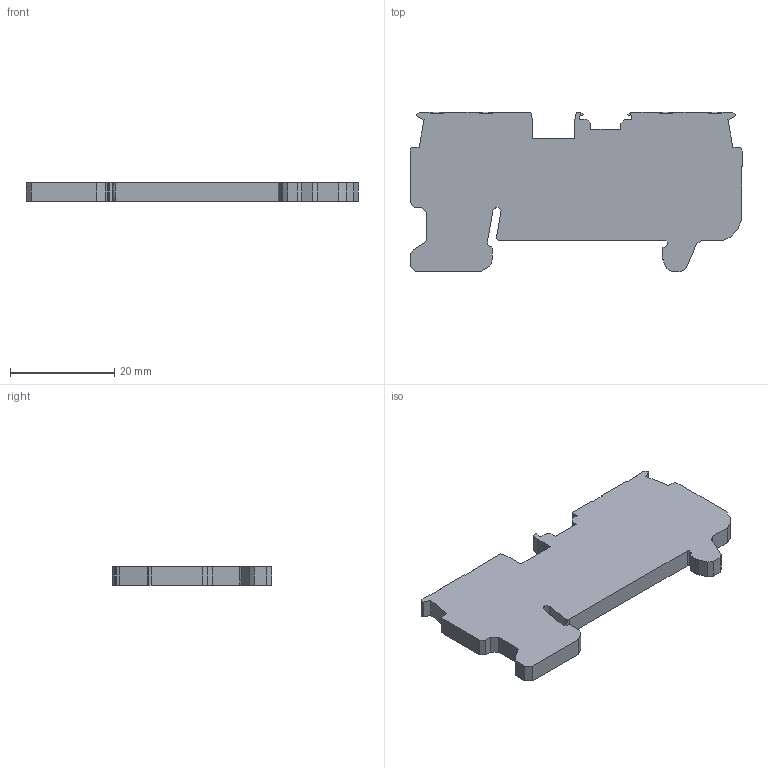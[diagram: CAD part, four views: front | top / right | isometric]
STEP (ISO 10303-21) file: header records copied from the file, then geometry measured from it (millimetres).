
FILE_DESCRIPTION( ('This file contains a STEP AP42 implementation' ,'as created by ZW3D STEP Interface translator.') ,'2;1' );
FILE_NAME( 'GUV1.5-104-XX-00N.stp' ,'2410 9. 94739', (''), ('ZWCAD Software Co.'), 'Version 1.0', 'ZW3D to STEP translator', '' );
FILE_SCHEMA(('CONFIG_CONTROL_DESIGN'));
Length unit declared in the file: millimetre
Products named in the file (1): 0
Bounding box: 63.6 x 30.6 x 3.5 mm (x, y, z)
Volume: 5420.7 mm3; surface area: 3920.5 mm2
Topology: 1 solids, 1 shells, 145 faces, 417 edges, 279 vertices
Faces by surface type: bspline 145
Entity records: 5529 total; most frequent: CARTESIAN_POINT 3132, ORIENTED_EDGE 834, EDGE_CURVE 417, B_SPLINE_CURVE_WITH_KNOTS 312, VERTEX_POINT 279, EDGE_LOOP 150, FACE_OUTER_BOUND 145, ADVANCED_FACE 145
